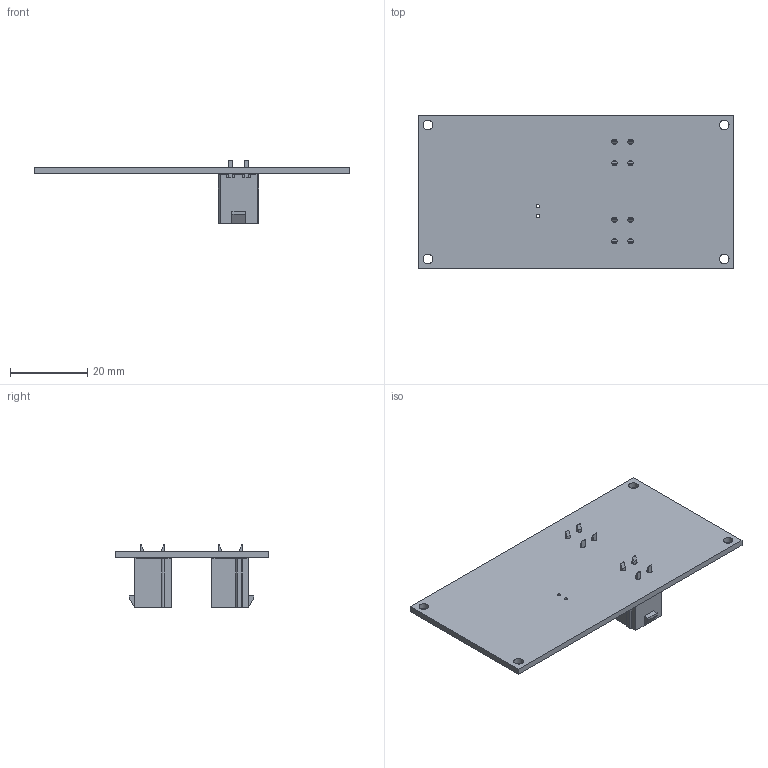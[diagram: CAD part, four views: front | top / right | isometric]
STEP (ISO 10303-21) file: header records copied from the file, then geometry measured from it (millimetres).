
FILE_DESCRIPTION(('KiCad electronic assembly'),'2;1');
FILE_NAME('CAUTION LIGHTS PANEL.step','2023-01-09T12:41:05',('Pcbnew'),( 'Kicad'),'Open CASCADE STEP processor 7.6','KiCad to STEP converter' ,'Unknown');
FILE_SCHEMA(('AUTOMOTIVE_DESIGN { 1 0 10303 214 1 1 1 1 }'));
Length unit declared in the file: millimetre
Products named in the file (4): CAUTION LIGHTS PANEL 1; Molex_Mini-Fit_Jr_5566-04A_2x02_P4.20mm_Vertical; SOLID; CAUTION LIGHTS PANEL PCB
Assembly tree (4 placements, depth 3):
  CAUTION LIGHTS PANEL 1
    Molex_Mini-Fit_Jr_5566-04A_2x02_P4.20mm_Vertical  x2
      SOLID
    CAUTION LIGHTS PANEL PCB
Bounding box: 81.88 x 39.82 x 16.3 mm (x, y, z)
Volume: 6645.5 mm3; surface area: 9730 mm2
Topology: 3 solids, 3 shells, 278 faces, 740 edges, 492 vertices
Faces by surface type: plane 262, cylinder 16
Full cylindrical faces by diameter (mm): 0.9 x2, 1.4 x8, 2.5 x4
Entity records: 9874 total; most frequent: CARTESIAN_POINT 1615, DIRECTION 1528, LINE 1131, VECTOR 1131, ORIENTED_EDGE 794, PCURVE 794, DEFINITIONAL_REPRESENTATION 794, EDGE_CURVE 397
